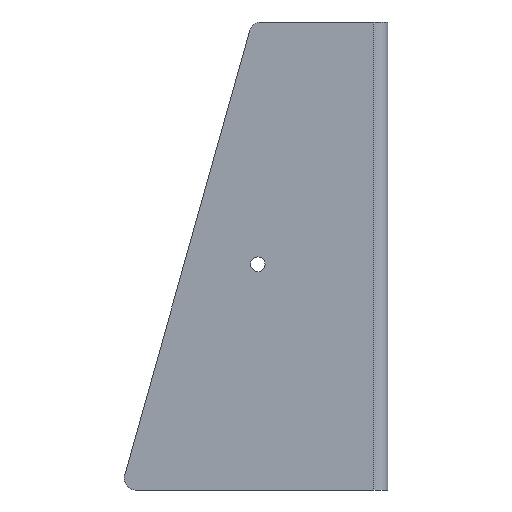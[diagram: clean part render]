
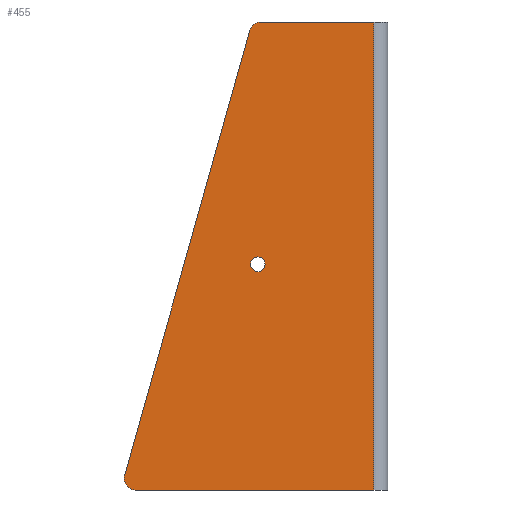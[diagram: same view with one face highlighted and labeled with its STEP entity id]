
A CAD part, left-side view. The second image highlights one B-rep face of the part: STEP entity #455.
In plain terms, the highlighted planar face has unit normal (-1, 0, 0).
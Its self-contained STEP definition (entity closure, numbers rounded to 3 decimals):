
#29=FACE_BOUND('',#92,.T.);
#37=PLANE('',#511);
#57=FACE_OUTER_BOUND('',#91,.T.);
#91=EDGE_LOOP('',(#379,#380,#381,#382,#383,#384));
#92=EDGE_LOOP('',(#385));
#128=LINE('',#757,#166);
#131=LINE('',#763,#169);
#132=LINE('',#765,#170);
#133=LINE('',#769,#171);
#166=VECTOR('',#620,10.);
#169=VECTOR('',#625,10.);
#170=VECTOR('',#626,10.);
#171=VECTOR('',#629,10.);
#196=CIRCLE('',#512,5.);
#197=CIRCLE('',#513,5.);
#198=CIRCLE('',#514,3.175);
#229=VERTEX_POINT('',#745);
#232=VERTEX_POINT('',#756);
#234=VERTEX_POINT('',#762);
#235=VERTEX_POINT('',#764);
#236=VERTEX_POINT('',#766);
#237=VERTEX_POINT('',#768);
#238=VERTEX_POINT('',#771);
#285=EDGE_CURVE('',#229,#232,#128,.T.);
#288=EDGE_CURVE('',#234,#229,#131,.T.);
#289=EDGE_CURVE('',#235,#234,#132,.T.);
#290=EDGE_CURVE('',#236,#235,#196,.T.);
#291=EDGE_CURVE('',#237,#236,#133,.T.);
#292=EDGE_CURVE('',#232,#237,#197,.T.);
#293=EDGE_CURVE('',#238,#238,#198,.T.);
#379=ORIENTED_EDGE('',*,*,#288,.F.);
#380=ORIENTED_EDGE('',*,*,#289,.F.);
#381=ORIENTED_EDGE('',*,*,#290,.F.);
#382=ORIENTED_EDGE('',*,*,#291,.F.);
#383=ORIENTED_EDGE('',*,*,#292,.F.);
#384=ORIENTED_EDGE('',*,*,#285,.F.);
#385=ORIENTED_EDGE('',*,*,#293,.F.);
#455=ADVANCED_FACE('',(#57,#29),#37,.F.);
#511=AXIS2_PLACEMENT_3D('',#761,#623,#624);
#512=AXIS2_PLACEMENT_3D('',#767,#627,#628);
#513=AXIS2_PLACEMENT_3D('',#770,#630,#631);
#514=AXIS2_PLACEMENT_3D('',#772,#632,#633);
#620=DIRECTION('',(0.,1.,0.));
#623=DIRECTION('center_axis',(1.,0.,0.));
#624=DIRECTION('ref_axis',(0.,1.,0.));
#625=DIRECTION('',(0.,0.,-1.));
#626=DIRECTION('',(0.,-1.,0.));
#627=DIRECTION('center_axis',(1.,0.,0.));
#628=DIRECTION('ref_axis',(0.,0.963,0.271));
#629=DIRECTION('',(0.,-0.271,0.963));
#630=DIRECTION('center_axis',(1.,0.,0.));
#631=DIRECTION('ref_axis',(0.,0.,-1.));
#632=DIRECTION('center_axis',(-1.,0.,0.));
#633=DIRECTION('ref_axis',(0.,1.,0.));
#745=CARTESIAN_POINT('',(-197.,129.57,-448.));
#756=CARTESIAN_POINT('',(-197.,233.,-448.));
#757=CARTESIAN_POINT('',(-197.,111.552,-448.));
#761=CARTESIAN_POINT('Origin',(-197.,84.326,-346.4));
#762=CARTESIAN_POINT('',(-197.,129.57,-244.8));
#763=CARTESIAN_POINT('',(-197.,129.57,-173.2));
#764=CARTESIAN_POINT('',(-197.,178.662,-244.8));
#765=CARTESIAN_POINT('',(-197.,178.662,-244.8));
#766=CARTESIAN_POINT('',(-197.,183.476,-248.446));
#767=CARTESIAN_POINT('Origin',(-197.,178.662,-249.8));
#768=CARTESIAN_POINT('',(-197.,237.813,-441.646));
#769=CARTESIAN_POINT('',(-197.,237.813,-441.646));
#770=CARTESIAN_POINT('Origin',(-197.,233.,-443.));
#771=CARTESIAN_POINT('',(-197.,176.825,-350.));
#772=CARTESIAN_POINT('Origin',(-197.,180.,-350.));
